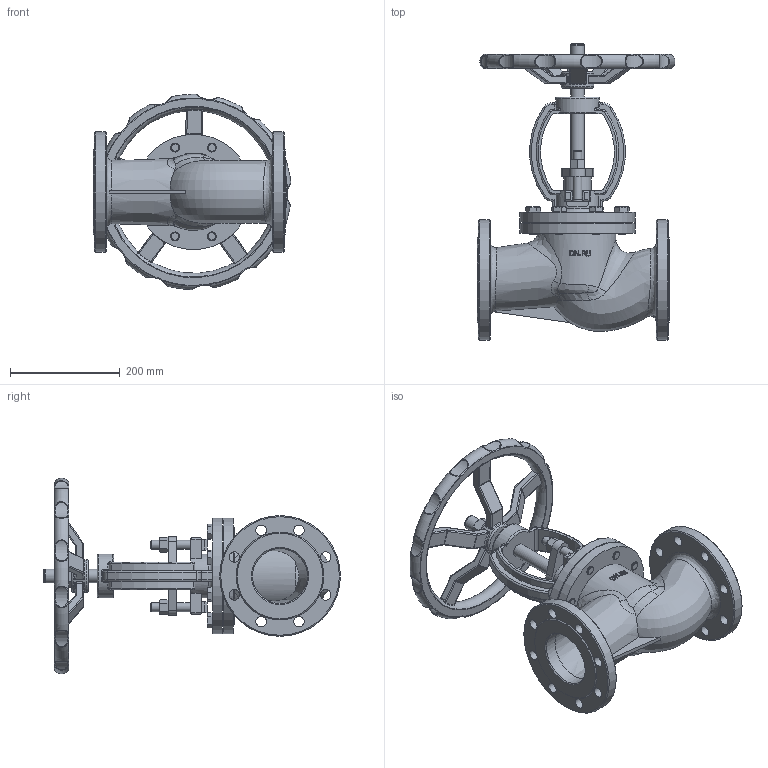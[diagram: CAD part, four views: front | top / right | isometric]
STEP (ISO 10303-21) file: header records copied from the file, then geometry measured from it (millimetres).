
FILE_DESCRIPTION(/* description */ (''),/* implementation_level */ '2;1');
FILE_NAME(/* name */ 'DN100_3D_STEP.stp',/* time_stamp */ '2024-02-11T20:22:16+03:00',/* author */ ('igorr'),/* organization */ (''),/* preprocessor_version */ 'ST-DEVELOPER v19.2',/* originating_system */ 'Autodesk Inventor 2023',/* authorisation */ '');
FILE_SCHEMA (('AUTOMOTIVE_DESIGN { 1 0 10303 214 3 1 1 }'));
Length unit declared in the file: millimetre
Products named in the file (6): Сборка; Деталь1; Деталь2; AS 1110 - M16 x 40; ANSI B18.2.4.2M - M16x2; ANSI B18.2.4.2M - M24x3
Assembly tree (13 placements, depth 2):
  Сборка
    Деталь1
    Деталь2
    AS 1110 - M16 x 40  x8
    ANSI B18.2.4.2M - M16x2  x2
    ANSI B18.2.4.2M - M24x3
Bounding box: 360.16 x 540.75 x 356.15 mm (x, y, z)
Volume: 7210952.7 mm3; surface area: 852293.5 mm2
Topology: 13 solids, 14 shells, 1011 faces, 2341 edges, 1385 vertices
Faces by surface type: plane 324, cylinder 257, torus 142, bspline 113, cone 103, sphere 72
Full cylindrical faces by diameter (mm): 13.835 x2, 16 x28, 19 x16, 20.752 x1, 24 x8, 25 x3, 30 x1, 32.5 x1, 50 x1, 60 x1, 63.693 x1, 80 x1, 100 x2, 120 x1, 210 x2, 220 x2
Entity records: 31989 total; most frequent: CARTESIAN_POINT 12305, DIRECTION 3979, ORIENTED_EDGE 3876, EDGE_CURVE 1938, AXIS2_PLACEMENT_3D 1673, VERTEX_POINT 1146, EDGE_LOOP 930, CIRCLE 922
